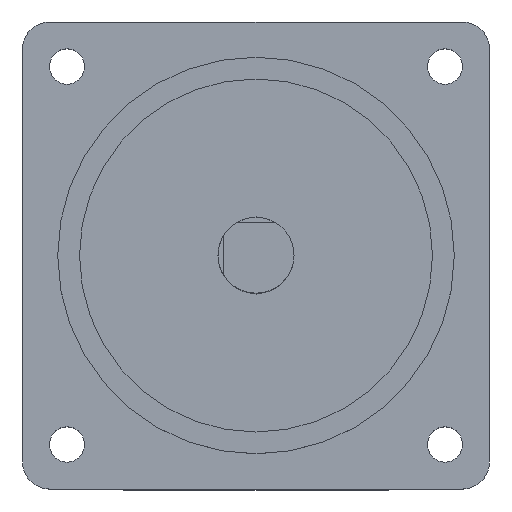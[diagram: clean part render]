
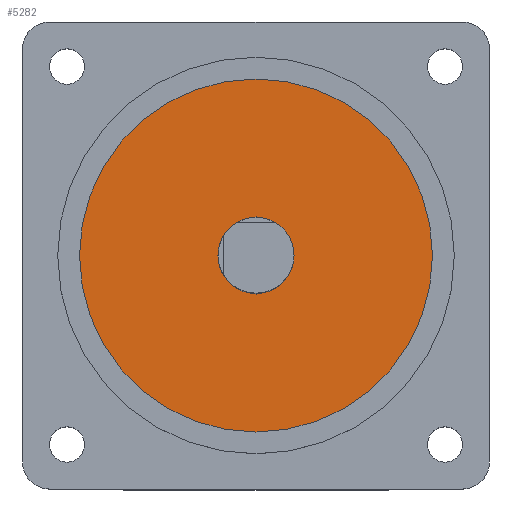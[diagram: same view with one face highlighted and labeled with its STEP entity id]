
A CAD part, top view. The second image highlights one B-rep face of the part: STEP entity #5282.
In plain terms, the highlighted planar face has unit normal (0, 0, 1).
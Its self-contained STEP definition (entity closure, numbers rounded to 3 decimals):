
#2322 = CARTESIAN_POINT ( 'NONE',  ( -1.073, -0.28, 43.631 ) ) ;
#3865 = AXIS2_PLACEMENT_3D ( 'NONE', #22388, #58739, #27598 ) ;
#5282 = ADVANCED_FACE ( 'NONE', ( #22279, #48275 ), #43732, .T. ) ;
#5886 = ORIENTED_EDGE ( 'NONE', *, *, #58769, .F. ) ;
#6218 = CARTESIAN_POINT ( 'NONE',  ( -1.073, -0.28, 43.631 ) ) ;
#7331 = DIRECTION ( 'NONE',  ( 0., 0., 1. ) ) ;
#7529 = DIRECTION ( 'NONE',  ( 1., 0., 0. ) ) ;
#11452 = DIRECTION ( 'NONE',  ( 1., 0., 0. ) ) ;
#12620 = DIRECTION ( 'NONE',  ( 0., 0., 1. ) ) ;
#13723 = CARTESIAN_POINT ( 'NONE',  ( -0.573, -0.28, 43.631 ) ) ;
#13820 = CIRCLE ( 'NONE', #57781, 32.5 ) ;
#13830 = ORIENTED_EDGE ( 'NONE', *, *, #26555, .F. ) ;
#17211 = EDGE_CURVE ( 'NONE', #66182, #28888, #13820, .T. ) ;
#18023 = ORIENTED_EDGE ( 'NONE', *, *, #18308, .T. ) ;
#18308 = EDGE_CURVE ( 'NONE', #28888, #66182, #30124, .T. ) ;
#22279 = FACE_BOUND ( 'NONE', #33757, .T. ) ;
#22388 = CARTESIAN_POINT ( 'NONE',  ( -1.073, -0.28, 43.631 ) ) ;
#22860 = CARTESIAN_POINT ( 'NONE',  ( -1.073, -0.28, 43.631 ) ) ;
#22902 = CARTESIAN_POINT ( 'NONE',  ( -33.573, -0.28, 43.631 ) ) ;
#26286 = CARTESIAN_POINT ( 'NONE',  ( 31.427, -0.28, 43.631 ) ) ;
#26555 = EDGE_CURVE ( 'NONE', #57196, #29478, #64222, .T. ) ;
#27598 = DIRECTION ( 'NONE',  ( 1., 0., 0. ) ) ;
#28888 = VERTEX_POINT ( 'NONE', #22902 ) ;
#29478 = VERTEX_POINT ( 'NONE', #13723 ) ;
#30124 = CIRCLE ( 'NONE', #52637, 32.5 ) ;
#33757 = EDGE_LOOP ( 'NONE', ( #5886, #13830 ) ) ;
#38405 = CARTESIAN_POINT ( 'NONE',  ( -1.073, -0.28, 43.631 ) ) ;
#38606 = DIRECTION ( 'NONE',  ( 0., 0., 1. ) ) ;
#39139 = AXIS2_PLACEMENT_3D ( 'NONE', #22860, #12620, #48967 ) ;
#42537 = DIRECTION ( 'NONE',  ( 0., 0., 1. ) ) ;
#43662 = DIRECTION ( 'NONE',  ( 1., 0., 0. ) ) ;
#43732 = PLANE ( 'NONE',  #39139 ) ;
#44456 = CIRCLE ( 'NONE', #66428, 0.5 ) ;
#48275 = FACE_OUTER_BOUND ( 'NONE', #67112, .T. ) ;
#48967 = DIRECTION ( 'NONE',  ( 1., 0., 0. ) ) ;
#52637 = AXIS2_PLACEMENT_3D ( 'NONE', #38405, #7331, #43662 ) ;
#55416 = ORIENTED_EDGE ( 'NONE', *, *, #17211, .T. ) ;
#57196 = VERTEX_POINT ( 'NONE', #65010 ) ;
#57781 = AXIS2_PLACEMENT_3D ( 'NONE', #6218, #42537, #11452 ) ;
#58739 = DIRECTION ( 'NONE',  ( 0., 0., 1. ) ) ;
#58769 = EDGE_CURVE ( 'NONE', #29478, #57196, #44456, .T. ) ;
#64222 = CIRCLE ( 'NONE', #3865, 0.5 ) ;
#65010 = CARTESIAN_POINT ( 'NONE',  ( -1.573, -0.28, 43.631 ) ) ;
#66182 = VERTEX_POINT ( 'NONE', #26286 ) ;
#66428 = AXIS2_PLACEMENT_3D ( 'NONE', #2322, #38606, #7529 ) ;
#67112 = EDGE_LOOP ( 'NONE', ( #55416, #18023 ) ) ;
